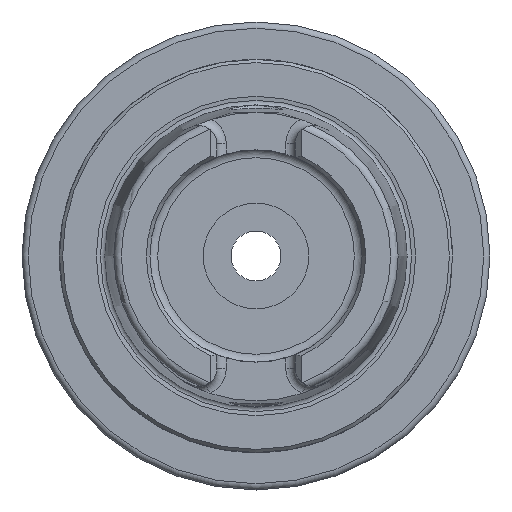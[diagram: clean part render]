
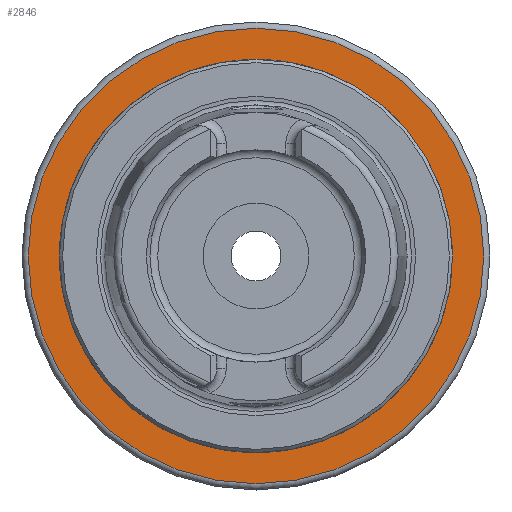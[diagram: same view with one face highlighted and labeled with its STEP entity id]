
A CAD part, left-side view. The second image highlights one B-rep face of the part: STEP entity #2846.
In plain terms, the highlighted planar face has unit normal (-1, 0, 0).
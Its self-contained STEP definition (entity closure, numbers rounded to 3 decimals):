
#107=FACE_BOUND('',#437,.T.);
#118=PLANE('',#3141);
#283=FACE_OUTER_BOUND('',#436,.T.);
#436=EDGE_LOOP('',(#2154,#2155));
#437=EDGE_LOOP('',(#2156,#2157));
#932=CIRCLE('',#3139,27.5);
#933=CIRCLE('',#3140,27.5);
#934=CIRCLE('',#3142,36.5);
#935=CIRCLE('',#3143,36.5);
#1178=VERTEX_POINT('',#4771);
#1179=VERTEX_POINT('',#4773);
#1180=VERTEX_POINT('',#4777);
#1181=VERTEX_POINT('',#4778);
#1542=EDGE_CURVE('',#1179,#1178,#932,.T.);
#1543=EDGE_CURVE('',#1178,#1179,#933,.T.);
#1544=EDGE_CURVE('',#1180,#1181,#934,.T.);
#1545=EDGE_CURVE('',#1181,#1180,#935,.T.);
#2154=ORIENTED_EDGE('',*,*,#1544,.F.);
#2155=ORIENTED_EDGE('',*,*,#1545,.F.);
#2156=ORIENTED_EDGE('',*,*,#1542,.T.);
#2157=ORIENTED_EDGE('',*,*,#1543,.T.);
#2846=ADVANCED_FACE('',(#283,#107),#118,.T.);
#3139=AXIS2_PLACEMENT_3D('',#4774,#3746,#3747);
#3140=AXIS2_PLACEMENT_3D('',#4775,#3748,#3749);
#3141=AXIS2_PLACEMENT_3D('',#4776,#3750,#3751);
#3142=AXIS2_PLACEMENT_3D('',#4779,#3752,#3753);
#3143=AXIS2_PLACEMENT_3D('',#4780,#3754,#3755);
#3746=DIRECTION('center_axis',(1.,0.,0.));
#3747=DIRECTION('ref_axis',(0.,0.,-1.));
#3748=DIRECTION('center_axis',(1.,0.,0.));
#3749=DIRECTION('ref_axis',(0.,0.,-1.));
#3750=DIRECTION('center_axis',(-1.,0.,0.));
#3751=DIRECTION('ref_axis',(0.,0.,1.));
#3752=DIRECTION('center_axis',(1.,0.,0.));
#3753=DIRECTION('ref_axis',(0.,0.,-1.));
#3754=DIRECTION('center_axis',(1.,0.,0.));
#3755=DIRECTION('ref_axis',(0.,0.,-1.));
#4771=CARTESIAN_POINT('',(42.,0.,27.5));
#4773=CARTESIAN_POINT('',(42.,27.5,0.));
#4774=CARTESIAN_POINT('Origin',(42.,0.,
0.));
#4775=CARTESIAN_POINT('Origin',(42.,0.,
0.));
#4776=CARTESIAN_POINT('Origin',(42.,36.5,0.));
#4777=CARTESIAN_POINT('',(42.,36.5,0.));
#4778=CARTESIAN_POINT('',(42.,0.,36.5));
#4779=CARTESIAN_POINT('Origin',(42.,0.,
0.));
#4780=CARTESIAN_POINT('Origin',(42.,0.,
0.));
